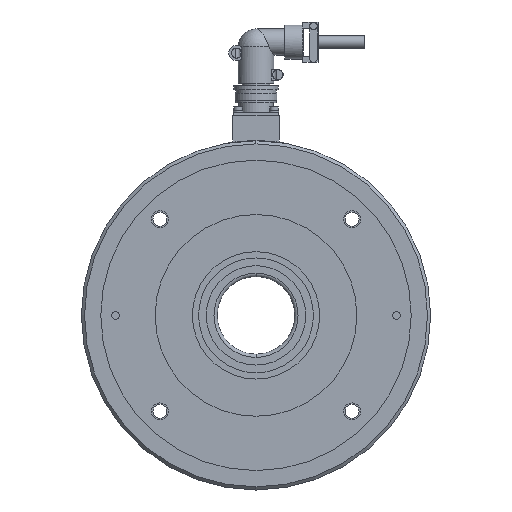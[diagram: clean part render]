
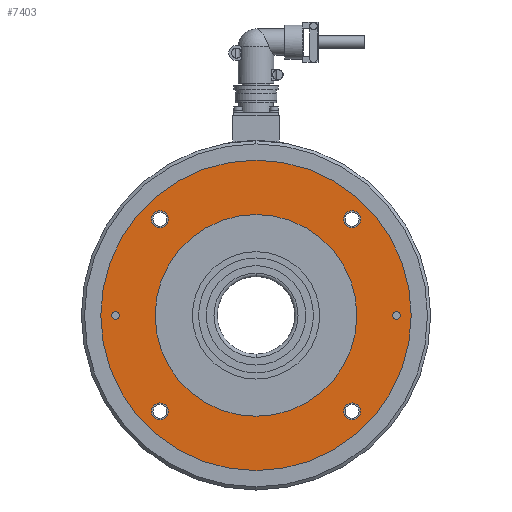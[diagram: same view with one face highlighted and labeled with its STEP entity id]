
A CAD part, left-side view. The second image highlights one B-rep face of the part: STEP entity #7403.
In plain terms, the highlighted face is planar.
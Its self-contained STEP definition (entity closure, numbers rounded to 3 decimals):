
#6753=CARTESIAN_POINT('',(3.1,100.0,0.0));
#6754=VERTEX_POINT('',#6753);
#6763=CARTESIAN_POINT('',(3.1,-100.0,0.));
#6764=VERTEX_POINT('',#6763);
#6765=CARTESIAN_POINT('',(3.1,0.0,0.0));
#6766=DIRECTION('',(1.0,0.0,0.0));
#6767=DIRECTION('',(0.0,1.0,0.0));
#6768=AXIS2_PLACEMENT_3D('',#6765,#6766,#6767);
#6769=CIRCLE('',#6768,100.0);
#6770=EDGE_CURVE('',#6764,#6754,#6769,.T.);
#6923=CARTESIAN_POINT('',(3.1,65.0,0.0));
#6924=VERTEX_POINT('',#6923);
#6940=CARTESIAN_POINT('',(3.1,-65.0,0.));
#6941=VERTEX_POINT('',#6940);
#6948=CARTESIAN_POINT('',(3.1,0.0,0.0));
#6949=DIRECTION('',(1.0,0.0,0.0));
#6950=DIRECTION('',(0.0,1.0,0.0));
#6951=AXIS2_PLACEMENT_3D('',#6948,#6949,#6950);
#6952=CIRCLE('',#6951,65.0);
#6953=EDGE_CURVE('',#6941,#6924,#6952,.T.);
#6965=CARTESIAN_POINT('',(3.1,61.872,-56.372));
#6966=VERTEX_POINT('',#6965);
#6982=CARTESIAN_POINT('',(3.1,61.872,-67.372));
#6983=VERTEX_POINT('',#6982);
#6990=CARTESIAN_POINT('',(3.1,61.872,-61.872));
#6991=DIRECTION('',(-1.0,0.0,0.0));
#6992=DIRECTION('',(0.0,0.0,1.0));
#6993=AXIS2_PLACEMENT_3D('',#6990,#6991,#6992);
#6994=CIRCLE('',#6993,5.5);
#6995=EDGE_CURVE('',#6966,#6983,#6994,.T.);
#7007=CARTESIAN_POINT('',(3.1,90.5,2.5));
#7008=VERTEX_POINT('',#7007);
#7024=CARTESIAN_POINT('',(3.1,90.5,-2.5));
#7025=VERTEX_POINT('',#7024);
#7032=CARTESIAN_POINT('',(3.1,90.5,0.));
#7033=DIRECTION('',(-1.0,0.0,0.0));
#7034=DIRECTION('',(0.0,0.0,1.0));
#7035=AXIS2_PLACEMENT_3D('',#7032,#7033,#7034);
#7036=CIRCLE('',#7035,2.5);
#7037=EDGE_CURVE('',#7008,#7025,#7036,.T.);
#7049=CARTESIAN_POINT('',(3.1,-56.372,-61.872));
#7050=VERTEX_POINT('',#7049);
#7066=CARTESIAN_POINT('',(3.1,-67.372,-61.872));
#7067=VERTEX_POINT('',#7066);
#7074=CARTESIAN_POINT('',(3.1,-61.872,-61.872));
#7075=DIRECTION('',(-1.0,0.0,0.0));
#7076=DIRECTION('',(0.0,1.0,0.0));
#7077=AXIS2_PLACEMENT_3D('',#7074,#7075,#7076);
#7078=CIRCLE('',#7077,5.5);
#7079=EDGE_CURVE('',#7050,#7067,#7078,.T.);
#7091=CARTESIAN_POINT('',(3.1,-61.872,56.372));
#7092=VERTEX_POINT('',#7091);
#7108=CARTESIAN_POINT('',(3.1,-61.872,67.372));
#7109=VERTEX_POINT('',#7108);
#7116=CARTESIAN_POINT('',(3.1,-61.872,61.872));
#7117=DIRECTION('',(-1.0,0.0,0.0));
#7118=DIRECTION('',(0.0,0.0,-1.0));
#7119=AXIS2_PLACEMENT_3D('',#7116,#7117,#7118);
#7120=CIRCLE('',#7119,5.5);
#7121=EDGE_CURVE('',#7092,#7109,#7120,.T.);
#7133=CARTESIAN_POINT('',(3.1,56.372,61.872));
#7134=VERTEX_POINT('',#7133);
#7150=CARTESIAN_POINT('',(3.1,67.372,61.872));
#7151=VERTEX_POINT('',#7150);
#7158=CARTESIAN_POINT('',(3.1,61.872,61.872));
#7159=DIRECTION('',(-1.0,0.0,0.0));
#7160=DIRECTION('',(0.0,-1.0,0.0));
#7161=AXIS2_PLACEMENT_3D('',#7158,#7159,#7160);
#7162=CIRCLE('',#7161,5.5);
#7163=EDGE_CURVE('',#7134,#7151,#7162,.T.);
#7175=CARTESIAN_POINT('',(3.1,-90.5,-2.5));
#7176=VERTEX_POINT('',#7175);
#7192=CARTESIAN_POINT('',(3.1,-90.5,2.5));
#7193=VERTEX_POINT('',#7192);
#7200=CARTESIAN_POINT('',(3.1,-90.5,0.));
#7201=DIRECTION('',(-1.0,0.0,0.0));
#7202=DIRECTION('',(0.0,0.0,-1.0));
#7203=AXIS2_PLACEMENT_3D('',#7200,#7201,#7202);
#7204=CIRCLE('',#7203,2.5);
#7205=EDGE_CURVE('',#7176,#7193,#7204,.T.);
#7216=CARTESIAN_POINT('',(3.1,-90.5,0.));
#7217=DIRECTION('',(-1.0,0.0,0.0));
#7218=DIRECTION('',(0.0,0.0,-1.0));
#7219=AXIS2_PLACEMENT_3D('',#7216,#7217,#7218);
#7220=CIRCLE('',#7219,2.5);
#7221=EDGE_CURVE('',#7193,#7176,#7220,.T.);
#7240=CARTESIAN_POINT('',(3.1,61.872,61.872));
#7241=DIRECTION('',(-1.0,0.0,0.0));
#7242=DIRECTION('',(0.0,-1.0,0.0));
#7243=AXIS2_PLACEMENT_3D('',#7240,#7241,#7242);
#7244=CIRCLE('',#7243,5.5);
#7245=EDGE_CURVE('',#7151,#7134,#7244,.T.);
#7264=CARTESIAN_POINT('',(3.1,-61.872,61.872));
#7265=DIRECTION('',(-1.0,0.0,0.0));
#7266=DIRECTION('',(0.0,0.0,-1.0));
#7267=AXIS2_PLACEMENT_3D('',#7264,#7265,#7266);
#7268=CIRCLE('',#7267,5.5);
#7269=EDGE_CURVE('',#7109,#7092,#7268,.T.);
#7288=CARTESIAN_POINT('',(3.1,-61.872,-61.872));
#7289=DIRECTION('',(-1.0,0.0,0.0));
#7290=DIRECTION('',(0.0,1.0,0.0));
#7291=AXIS2_PLACEMENT_3D('',#7288,#7289,#7290);
#7292=CIRCLE('',#7291,5.5);
#7293=EDGE_CURVE('',#7067,#7050,#7292,.T.);
#7312=CARTESIAN_POINT('',(3.1,90.5,0.));
#7313=DIRECTION('',(-1.0,0.0,0.0));
#7314=DIRECTION('',(0.0,0.0,1.0));
#7315=AXIS2_PLACEMENT_3D('',#7312,#7313,#7314);
#7316=CIRCLE('',#7315,2.5);
#7317=EDGE_CURVE('',#7025,#7008,#7316,.T.);
#7336=CARTESIAN_POINT('',(3.1,61.872,-61.872));
#7337=DIRECTION('',(-1.0,0.0,0.0));
#7338=DIRECTION('',(0.0,0.0,1.0));
#7339=AXIS2_PLACEMENT_3D('',#7336,#7337,#7338);
#7340=CIRCLE('',#7339,5.5);
#7341=EDGE_CURVE('',#6983,#6966,#7340,.T.);
#7354=CARTESIAN_POINT('',(3.1,-110.0,110.0));
#7355=DIRECTION('',(1.0,0.0,0.0));
#7356=DIRECTION('',(0.0,0.0,-1.0));
#7357=AXIS2_PLACEMENT_3D('',#7354,#7355,#7356);
#7358=PLANE('',#7357);
#7359=CARTESIAN_POINT('',(3.1,0.0,0.0));
#7360=DIRECTION('',(1.0,0.0,0.0));
#7361=DIRECTION('',(0.0,1.0,0.0));
#7362=AXIS2_PLACEMENT_3D('',#7359,#7360,#7361);
#7363=CIRCLE('',#7362,100.0);
#7364=EDGE_CURVE('',#6754,#6764,#7363,.T.);
#7365=ORIENTED_EDGE('',*,*,#7364,.T.);
#7366=ORIENTED_EDGE('',*,*,#6770,.T.);
#7367=EDGE_LOOP('',(#7365,#7366));
#7368=FACE_OUTER_BOUND('',#7367,.T.);
#7369=ORIENTED_EDGE('',*,*,#7221,.T.);
#7370=ORIENTED_EDGE('',*,*,#7205,.T.);
#7371=EDGE_LOOP('',(#7369,#7370));
#7372=FACE_BOUND('',#7371,.T.);
#7373=ORIENTED_EDGE('',*,*,#7245,.T.);
#7374=ORIENTED_EDGE('',*,*,#7163,.T.);
#7375=EDGE_LOOP('',(#7373,#7374));
#7376=FACE_BOUND('',#7375,.T.);
#7377=ORIENTED_EDGE('',*,*,#7269,.T.);
#7378=ORIENTED_EDGE('',*,*,#7121,.T.);
#7379=EDGE_LOOP('',(#7377,#7378));
#7380=FACE_BOUND('',#7379,.T.);
#7381=ORIENTED_EDGE('',*,*,#7293,.T.);
#7382=ORIENTED_EDGE('',*,*,#7079,.T.);
#7383=EDGE_LOOP('',(#7381,#7382));
#7384=FACE_BOUND('',#7383,.T.);
#7385=ORIENTED_EDGE('',*,*,#7317,.T.);
#7386=ORIENTED_EDGE('',*,*,#7037,.T.);
#7387=EDGE_LOOP('',(#7385,#7386));
#7388=FACE_BOUND('',#7387,.T.);
#7389=ORIENTED_EDGE('',*,*,#7341,.T.);
#7390=ORIENTED_EDGE('',*,*,#6995,.T.);
#7391=EDGE_LOOP('',(#7389,#7390));
#7392=FACE_BOUND('',#7391,.T.);
#7393=CARTESIAN_POINT('',(3.1,0.0,0.0));
#7394=DIRECTION('',(1.0,0.0,0.0));
#7395=DIRECTION('',(0.0,1.0,0.0));
#7396=AXIS2_PLACEMENT_3D('',#7393,#7394,#7395);
#7397=CIRCLE('',#7396,65.0);
#7398=EDGE_CURVE('',#6924,#6941,#7397,.T.);
#7399=ORIENTED_EDGE('',*,*,#7398,.F.);
#7400=ORIENTED_EDGE('',*,*,#6953,.F.);
#7401=EDGE_LOOP('',(#7399,#7400));
#7402=FACE_BOUND('',#7401,.T.);
#7403=ADVANCED_FACE('',(#7368,#7372,#7376,#7380,#7384,#7388,#7392,#7402),#7358,.T.);
